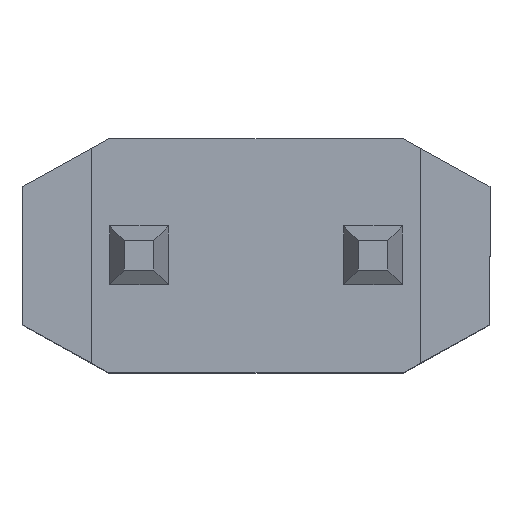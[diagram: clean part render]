
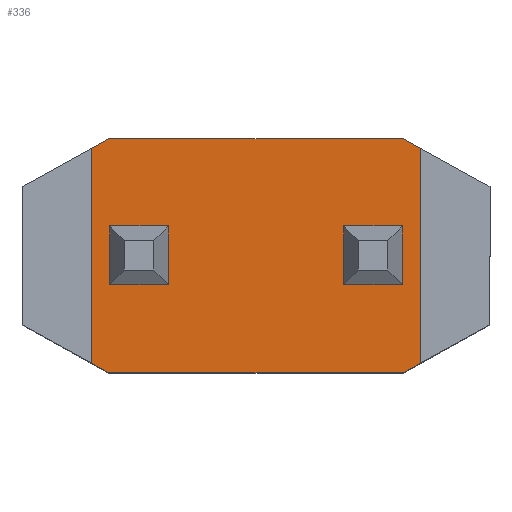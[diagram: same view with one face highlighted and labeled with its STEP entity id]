
A CAD part, top view. The second image highlights one B-rep face of the part: STEP entity #336.
In plain terms, the highlighted face is planar.
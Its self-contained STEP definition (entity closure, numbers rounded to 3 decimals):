
#1 = LINE ( 'NONE', #217, #24 ) ;
#2 = ORIENTED_EDGE ( 'NONE', *, *, #764, .T. ) ;
#8 = DIRECTION ( 'NONE',  ( 0., 0., -1. ) ) ;
#9 = VECTOR ( 'NONE', #863, 1000. ) ;
#13 = ORIENTED_EDGE ( 'NONE', *, *, #271, .T. ) ;
#24 = VECTOR ( 'NONE', #8, 1000. ) ;
#33 = EDGE_CURVE ( 'NONE', #303, #89, #671, .T. ) ;
#48 = EDGE_LOOP ( 'NONE', ( #201, #480, #13, #2, #372, #660, #300, #686 ) ) ;
#88 = CARTESIAN_POINT ( 'NONE',  ( -1.27, 2.04, 1.6 ) ) ;
#89 = VERTEX_POINT ( 'NONE', #338 ) ;
#115 = VERTEX_POINT ( 'NONE', #472 ) ;
#125 = VERTEX_POINT ( 'NONE', #132 ) ;
#130 = LINE ( 'NONE', #289, #476 ) ;
#132 = CARTESIAN_POINT ( 'NONE',  ( 1.27, 2.04, -1.6 ) ) ;
#142 = DIRECTION ( 'NONE',  ( 0., 1., 0. ) ) ;
#158 = VERTEX_POINT ( 'NONE', #555 ) ;
#172 = CARTESIAN_POINT ( 'NONE',  ( 0.75, 2.04, -2.54 ) ) ;
#174 = VECTOR ( 'NONE', #724, 1000. ) ;
#190 = EDGE_CURVE ( 'NONE', #115, #125, #1, .T. ) ;
#201 = ORIENTED_EDGE ( 'NONE', *, *, #679, .T. ) ;
#214 = CARTESIAN_POINT ( 'NONE',  ( 0., 2.04, 0. ) ) ;
#217 = CARTESIAN_POINT ( 'NONE',  ( 1.27, 2.04, -1.79 ) ) ;
#230 = VERTEX_POINT ( 'NONE', #379 ) ;
#252 = DIRECTION ( 'NONE',  ( -0.484, 0., 0.875 ) ) ;
#253 = LINE ( 'NONE', #574, #357 ) ;
#271 = EDGE_CURVE ( 'NONE', #158, #313, #545, .T. ) ;
#289 = CARTESIAN_POINT ( 'NONE',  ( 1.27, 2.04, 1.6 ) ) ;
#291 = CARTESIAN_POINT ( 'NONE',  ( -1.27, 2.04, 1.6 ) ) ;
#300 = ORIENTED_EDGE ( 'NONE', *, *, #483, .T. ) ;
#303 = VERTEX_POINT ( 'NONE', #733 ) ;
#313 = VERTEX_POINT ( 'NONE', #801 ) ;
#326 = CARTESIAN_POINT ( 'NONE',  ( -1.27, 2.04, -1.79 ) ) ;
#336 = ADVANCED_FACE ( 'NONE', ( #528 ), #754, .T. ) ;
#338 = CARTESIAN_POINT ( 'NONE',  ( 1.165, 2.04, 1.79 ) ) ;
#349 = DIRECTION ( 'NONE',  ( 0., 0., 1. ) ) ;
#357 = VECTOR ( 'NONE', #571, 1000. ) ;
#370 = VECTOR ( 'NONE', #252, 1000. ) ;
#372 = ORIENTED_EDGE ( 'NONE', *, *, #564, .T. ) ;
#379 = CARTESIAN_POINT ( 'NONE',  ( 1.165, 2.04, -1.79 ) ) ;
#429 = DIRECTION ( 'NONE',  ( 0.484, 0., 0.875 ) ) ;
#439 = LINE ( 'NONE', #326, #9 ) ;
#472 = CARTESIAN_POINT ( 'NONE',  ( 1.27, 2.04, 1.6 ) ) ;
#476 = VECTOR ( 'NONE', #639, 1000. ) ;
#480 = ORIENTED_EDGE ( 'NONE', *, *, #870, .T. ) ;
#483 = EDGE_CURVE ( 'NONE', #89, #115, #130, .T. ) ;
#520 = DIRECTION ( 'NONE',  ( 1., 0., 0. ) ) ;
#528 = FACE_OUTER_BOUND ( 'NONE', #48, .T. ) ;
#545 = LINE ( 'NONE', #715, #370 ) ;
#551 = VERTEX_POINT ( 'NONE', #291 ) ;
#555 = CARTESIAN_POINT ( 'NONE',  ( -1.165, 2.04, -1.79 ) ) ;
#564 = EDGE_CURVE ( 'NONE', #551, #303, #791, .T. ) ;
#571 = DIRECTION ( 'NONE',  ( -1., 0., 0. ) ) ;
#574 = CARTESIAN_POINT ( 'NONE',  ( -1.27, 2.04, -1.79 ) ) ;
#582 = VECTOR ( 'NONE', #520, 1000. ) ;
#639 = DIRECTION ( 'NONE',  ( 0.484, 0., -0.875 ) ) ;
#660 = ORIENTED_EDGE ( 'NONE', *, *, #33, .T. ) ;
#669 = CARTESIAN_POINT ( 'NONE',  ( -1.27, 2.04, 1.79 ) ) ;
#671 = LINE ( 'NONE', #669, #582 ) ;
#679 = EDGE_CURVE ( 'NONE', #125, #230, #840, .T. ) ;
#686 = ORIENTED_EDGE ( 'NONE', *, *, #190, .T. ) ;
#715 = CARTESIAN_POINT ( 'NONE',  ( -0.75, 2.04, -2.54 ) ) ;
#724 = DIRECTION ( 'NONE',  ( -0.484, 0., -0.875 ) ) ;
#733 = CARTESIAN_POINT ( 'NONE',  ( -1.165, 2.04, 1.79 ) ) ;
#754 = PLANE ( 'NONE',  #809 ) ;
#764 = EDGE_CURVE ( 'NONE', #313, #551, #439, .T. ) ;
#791 = LINE ( 'NONE', #88, #819 ) ;
#801 = CARTESIAN_POINT ( 'NONE',  ( -1.27, 2.04, -1.6 ) ) ;
#809 = AXIS2_PLACEMENT_3D ( 'NONE', #214, #142, #349 ) ;
#819 = VECTOR ( 'NONE', #429, 1000. ) ;
#840 = LINE ( 'NONE', #172, #174 ) ;
#863 = DIRECTION ( 'NONE',  ( 0., 0., 1. ) ) ;
#870 = EDGE_CURVE ( 'NONE', #230, #158, #253, .T. ) ;
